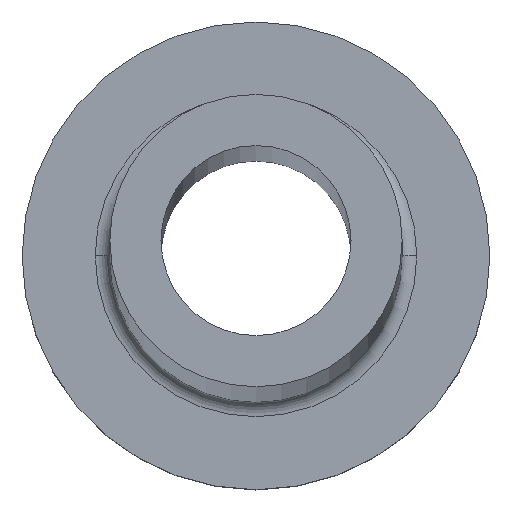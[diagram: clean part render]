
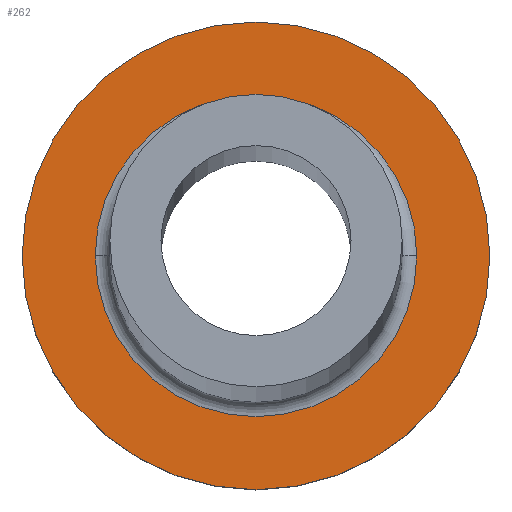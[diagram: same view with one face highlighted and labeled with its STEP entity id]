
A CAD part, top view. The second image highlights one B-rep face of the part: STEP entity #262.
In plain terms, the highlighted planar face has unit normal (0, 0, 1).
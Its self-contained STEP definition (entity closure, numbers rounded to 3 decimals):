
#1 = EDGE_CURVE ( 'NONE', #278, #105, #114, .T. ) ;
#2 = ORIENTED_EDGE ( 'NONE', *, *, #342, .T. ) ;
#9 = ORIENTED_EDGE ( 'NONE', *, *, #147, .T. ) ;
#19 = CARTESIAN_POINT ( 'NONE',  ( 0., 0., 5. ) ) ;
#49 = PLANE ( 'NONE',  #122 ) ;
#67 = CARTESIAN_POINT ( 'NONE',  ( 0., 0., 5. ) ) ;
#84 = CARTESIAN_POINT ( 'NONE',  ( 8., 0., 5. ) ) ;
#85 = EDGE_LOOP ( 'NONE', ( #109, #9 ) ) ;
#90 = DIRECTION ( 'NONE',  ( 1., 0., 0. ) ) ;
#97 = DIRECTION ( 'NONE',  ( 0., 0., -1. ) ) ;
#105 = VERTEX_POINT ( 'NONE', #284 ) ;
#109 = ORIENTED_EDGE ( 'NONE', *, *, #1, .T. ) ;
#114 = CIRCLE ( 'NONE', #148, 5.5 ) ;
#121 = CIRCLE ( 'NONE', #285, 5.5 ) ;
#122 = AXIS2_PLACEMENT_3D ( 'NONE', #276, #252, #165 ) ;
#127 = DIRECTION ( 'NONE',  ( 0., 0., 1. ) ) ;
#147 = EDGE_CURVE ( 'NONE', #105, #278, #121, .T. ) ;
#148 = AXIS2_PLACEMENT_3D ( 'NONE', #67, #176, #90 ) ;
#154 = AXIS2_PLACEMENT_3D ( 'NONE', #379, #168, #282 ) ;
#165 = DIRECTION ( 'NONE',  ( 1., 0., 0. ) ) ;
#168 = DIRECTION ( 'NONE',  ( 0., 0., 1. ) ) ;
#176 = DIRECTION ( 'NONE',  ( 0., 0., -1. ) ) ;
#177 = ORIENTED_EDGE ( 'NONE', *, *, #229, .T. ) ;
#180 = AXIS2_PLACEMENT_3D ( 'NONE', #19, #127, #242 ) ;
#222 = EDGE_LOOP ( 'NONE', ( #2, #177 ) ) ;
#224 = VERTEX_POINT ( 'NONE', #271 ) ;
#229 = EDGE_CURVE ( 'NONE', #312, #224, #294, .T. ) ;
#242 = DIRECTION ( 'NONE',  ( 1., 0., 0. ) ) ;
#250 = CARTESIAN_POINT ( 'NONE',  ( 5.5, 0., 5. ) ) ;
#252 = DIRECTION ( 'NONE',  ( 0., 0., 1. ) ) ;
#255 = CIRCLE ( 'NONE', #154, 8. ) ;
#262 = ADVANCED_FACE ( 'NONE', ( #373, #280 ), #49, .T. ) ;
#271 = CARTESIAN_POINT ( 'NONE',  ( -8., 0., 5. ) ) ;
#276 = CARTESIAN_POINT ( 'NONE',  ( 0., 0., 5. ) ) ;
#278 = VERTEX_POINT ( 'NONE', #250 ) ;
#280 = FACE_OUTER_BOUND ( 'NONE', #222, .T. ) ;
#282 = DIRECTION ( 'NONE',  ( 1., 0., 0. ) ) ;
#284 = CARTESIAN_POINT ( 'NONE',  ( -5.5, 0., 5. ) ) ;
#285 = AXIS2_PLACEMENT_3D ( 'NONE', #364, #97, #296 ) ;
#294 = CIRCLE ( 'NONE', #180, 8. ) ;
#296 = DIRECTION ( 'NONE',  ( 1., 0., 0. ) ) ;
#312 = VERTEX_POINT ( 'NONE', #84 ) ;
#342 = EDGE_CURVE ( 'NONE', #224, #312, #255, .T. ) ;
#364 = CARTESIAN_POINT ( 'NONE',  ( 0., 0., 5. ) ) ;
#373 = FACE_BOUND ( 'NONE', #85, .T. ) ;
#379 = CARTESIAN_POINT ( 'NONE',  ( 0., 0., 5. ) ) ;
